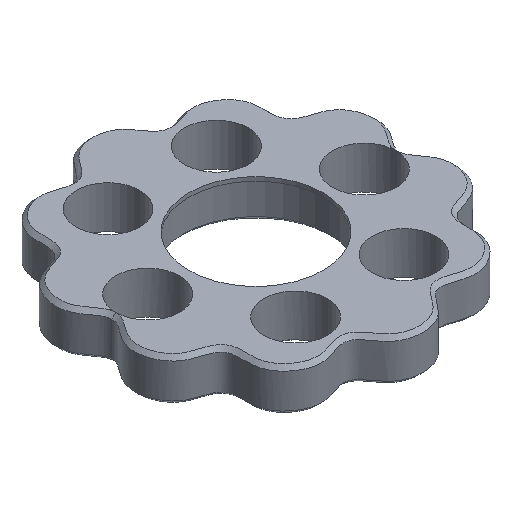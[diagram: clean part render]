
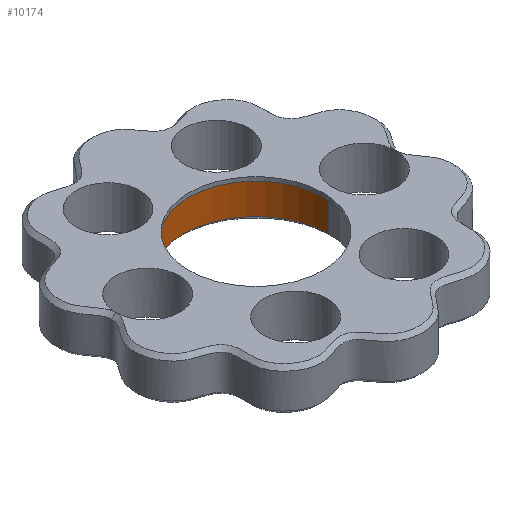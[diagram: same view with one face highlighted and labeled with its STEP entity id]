
A CAD part, isometric view. The second image highlights one B-rep face of the part: STEP entity #10174.
In plain terms, the highlighted cylindrical face has radius 7.575 mm (diameter 15.15 mm), a partial arc.
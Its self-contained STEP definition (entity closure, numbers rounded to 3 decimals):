
#15 = AXIS2_PLACEMENT_3D ( 'NONE', #5930, #9882, #64 ) ;
#64 = DIRECTION ( 'NONE',  ( 1., 0., 0. ) ) ;
#466 = AXIS2_PLACEMENT_3D ( 'NONE', #7248, #10008, #1998 ) ;
#645 = DIRECTION ( 'NONE',  ( 0., 0., -1. ) ) ;
#739 = ORIENTED_EDGE ( 'NONE', *, *, #7172, .F. ) ;
#876 = CIRCLE ( 'NONE', #466, 7.575 ) ;
#1060 = VERTEX_POINT ( 'NONE', #2351 ) ;
#1640 = ORIENTED_EDGE ( 'NONE', *, *, #3118, .T. ) ;
#1979 = DIRECTION ( 'NONE',  ( 0., 0., -1. ) ) ;
#1998 = DIRECTION ( 'NONE',  ( -1., 0., 0. ) ) ;
#2351 = CARTESIAN_POINT ( 'NONE',  ( 7.575, 0., 4. ) ) ;
#2485 = ORIENTED_EDGE ( 'NONE', *, *, #5424, .T. ) ;
#3118 = EDGE_CURVE ( 'NONE', #8490, #4415, #11781, .T. ) ;
#3392 = CARTESIAN_POINT ( 'NONE',  ( -7.575, 0., 4. ) ) ;
#3523 = VECTOR ( 'NONE', #1979, 1000. ) ;
#4415 = VERTEX_POINT ( 'NONE', #7856 ) ;
#4442 = CYLINDRICAL_SURFACE ( 'NONE', #7873, 7.575 ) ;
#4475 = VERTEX_POINT ( 'NONE', #5845 ) ;
#5424 = EDGE_CURVE ( 'NONE', #4475, #8490, #9218, .T. ) ;
#5444 = EDGE_LOOP ( 'NONE', ( #739, #10433, #2485, #1640 ) ) ;
#5845 = CARTESIAN_POINT ( 'NONE',  ( -7.575, 0., 4. ) ) ;
#5930 = CARTESIAN_POINT ( 'NONE',  ( 0., 0., 0.4 ) ) ;
#6507 = DIRECTION ( 'NONE',  ( -1., 0., 0. ) ) ;
#7172 = EDGE_CURVE ( 'NONE', #1060, #4415, #11866, .T. ) ;
#7213 = DIRECTION ( 'NONE',  ( 0., 0., -1. ) ) ;
#7248 = CARTESIAN_POINT ( 'NONE',  ( 0., 0., 4. ) ) ;
#7856 = CARTESIAN_POINT ( 'NONE',  ( 7.575, 0., 0.4 ) ) ;
#7873 = AXIS2_PLACEMENT_3D ( 'NONE', #12399, #645, #6507 ) ;
#8486 = VECTOR ( 'NONE', #7213, 1000. ) ;
#8490 = VERTEX_POINT ( 'NONE', #8504 ) ;
#8504 = CARTESIAN_POINT ( 'NONE',  ( -7.575, 0., 0.4 ) ) ;
#9218 = LINE ( 'NONE', #3392, #8486 ) ;
#9882 = DIRECTION ( 'NONE',  ( 0., 0., -1. ) ) ;
#9954 = FACE_OUTER_BOUND ( 'NONE', #5444, .T. ) ;
#10008 = DIRECTION ( 'NONE',  ( 0., 0., -1. ) ) ;
#10174 = ADVANCED_FACE ( 'NONE', ( #9954 ), #4442, .F. ) ;
#10433 = ORIENTED_EDGE ( 'NONE', *, *, #12296, .F. ) ;
#10895 = CARTESIAN_POINT ( 'NONE',  ( 7.575, 0., 4. ) ) ;
#11781 = CIRCLE ( 'NONE', #15, 7.575 ) ;
#11866 = LINE ( 'NONE', #10895, #3523 ) ;
#12296 = EDGE_CURVE ( 'NONE', #4475, #1060, #876, .T. ) ;
#12399 = CARTESIAN_POINT ( 'NONE',  ( 0., 0., 4. ) ) ;
